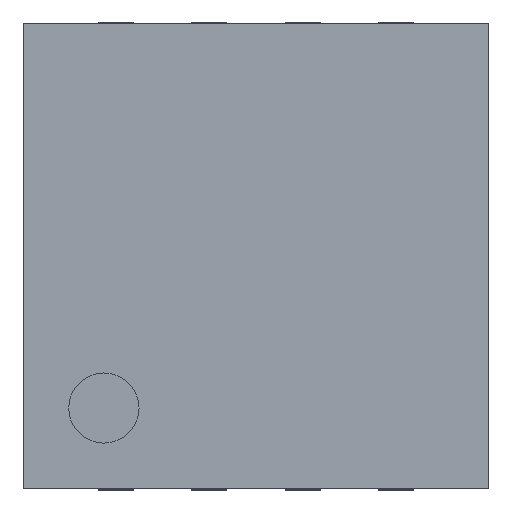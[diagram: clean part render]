
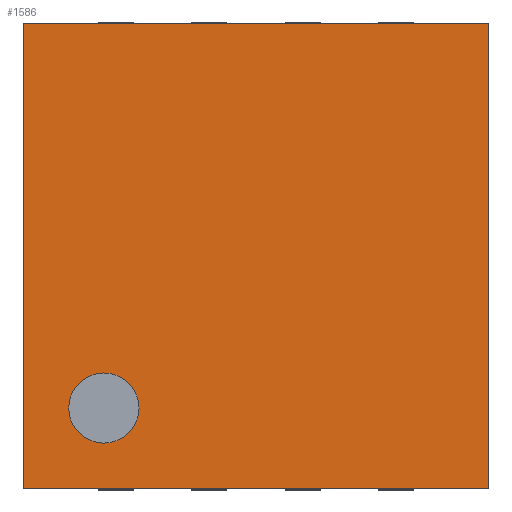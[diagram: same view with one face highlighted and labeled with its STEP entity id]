
A CAD part, top view. The second image highlights one B-rep face of the part: STEP entity #1586.
In plain terms, the highlighted planar face has unit normal (0, 0, 1).
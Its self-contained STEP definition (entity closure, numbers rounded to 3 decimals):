
#22 = VERTEX_POINT('',#23);
#23 = CARTESIAN_POINT('',(-1.6,-1.3,0.45));
#39 = EDGE_CURVE('',#22,#22,#40,.T.);
#40 = CIRCLE('',#41,0.3);
#41 = AXIS2_PLACEMENT_3D('',#42,#43,#44);
#42 = CARTESIAN_POINT('',(-1.3,-1.3,0.45));
#43 = DIRECTION('',(-0.,0.,1.));
#44 = DIRECTION('',(1.,0.,0.));
#536 = VERTEX_POINT('',#537);
#537 = CARTESIAN_POINT('',(-1.99,1.99,0.45));
#543 = EDGE_CURVE('',#544,#536,#546,.T.);
#544 = VERTEX_POINT('',#545);
#545 = CARTESIAN_POINT('',(1.99,1.99,0.45));
#546 = LINE('',#547,#548);
#547 = CARTESIAN_POINT('',(-1.99,1.99,0.45));
#548 = VECTOR('',#549,1.);
#549 = DIRECTION('',(-1.,0.,0.));
#658 = VERTEX_POINT('',#659);
#659 = CARTESIAN_POINT('',(-1.99,-1.99,0.45));
#665 = EDGE_CURVE('',#658,#536,#666,.T.);
#666 = LINE('',#667,#668);
#667 = CARTESIAN_POINT('',(-1.99,-1.99,0.45));
#668 = VECTOR('',#669,1.);
#669 = DIRECTION('',(0.,1.,0.));
#815 = VERTEX_POINT('',#816);
#816 = CARTESIAN_POINT('',(1.99,-1.99,0.45));
#822 = EDGE_CURVE('',#815,#658,#823,.T.);
#823 = LINE('',#824,#825);
#824 = CARTESIAN_POINT('',(-1.99,-1.99,0.45));
#825 = VECTOR('',#826,1.);
#826 = DIRECTION('',(-1.,0.,0.));
#1576 = EDGE_CURVE('',#815,#544,#1577,.T.);
#1577 = LINE('',#1578,#1579);
#1578 = CARTESIAN_POINT('',(1.99,-1.99,0.45));
#1579 = VECTOR('',#1580,1.);
#1580 = DIRECTION('',(0.,1.,0.));
#1586 = ADVANCED_FACE('',(#1587,#1593),#1596,.T.);
#1587 = FACE_BOUND('',#1588,.T.);
#1588 = EDGE_LOOP('',(#1589,#1590,#1591,#1592));
#1589 = ORIENTED_EDGE('',*,*,#665,.F.);
#1590 = ORIENTED_EDGE('',*,*,#822,.F.);
#1591 = ORIENTED_EDGE('',*,*,#1576,.T.);
#1592 = ORIENTED_EDGE('',*,*,#543,.T.);
#1593 = FACE_BOUND('',#1594,.T.);
#1594 = EDGE_LOOP('',(#1595));
#1595 = ORIENTED_EDGE('',*,*,#39,.F.);
#1596 = PLANE('',#1597);
#1597 = AXIS2_PLACEMENT_3D('',#1598,#1599,#1600);
#1598 = CARTESIAN_POINT('',(-1.99,-1.99,0.45));
#1599 = DIRECTION('',(0.,0.,1.));
#1600 = DIRECTION('',(1.,0.,0.));
